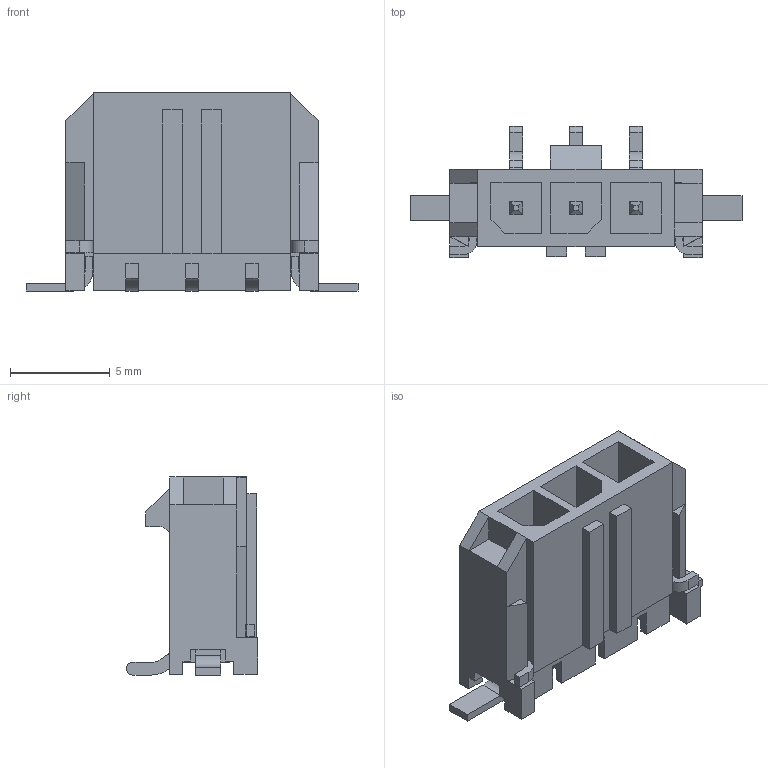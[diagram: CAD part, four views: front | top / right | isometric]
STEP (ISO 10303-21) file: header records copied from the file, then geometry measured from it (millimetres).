
FILE_DESCRIPTION (( 'STEP AP214' ), '1' );
FILE_NAME ('Molex Micro-Fit 3.0 3-pin Vertical PCB SMD.STEP', '2016-01-31T02:46:35', ( '' ), ( '' ), 'SwSTEP 2.0', 'SolidWorks 2015', '' );
FILE_SCHEMA (( 'AUTOMOTIVE_DESIGN' ));
Length unit declared in the file: inch
Products named in the file (1): Molex Micro-Fit 3.0 3-pin Vertical PCB SMD
Bounding box: 16.65 x 6.57 x 9.93 mm (x, y, z)
Volume: 322.5 mm3; surface area: 792.6 mm2
Topology: 2 solids, 2 shells, 269 faces, 728 edges, 470 vertices
Faces by surface type: plane 243, cylinder 26
Entity records: 9364 total; most frequent: CARTESIAN_POINT 1468, ORIENTED_EDGE 1456, DIRECTION 1332, EDGE_CURVE 728, VECTOR 664, LINE 664, VERTEX_POINT 470, AXIS2_PLACEMENT_3D 334
